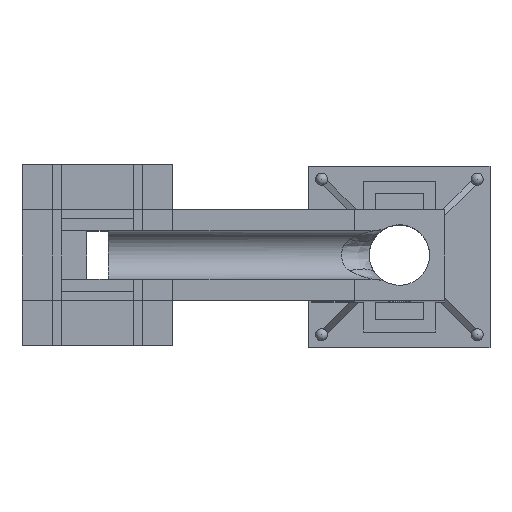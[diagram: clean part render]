
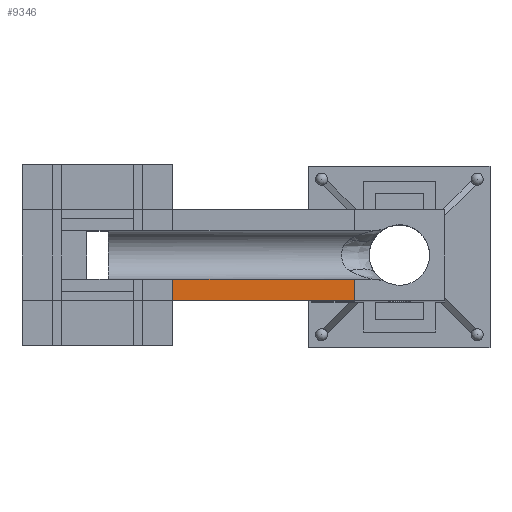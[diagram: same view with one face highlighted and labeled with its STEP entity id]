
A CAD part, top view. The second image highlights one B-rep face of the part: STEP entity #9346.
In plain terms, the highlighted planar face has unit normal (0, 0, 1).
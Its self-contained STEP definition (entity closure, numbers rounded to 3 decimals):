
#8709 = VERTEX_POINT('',#8710);
#8710 = CARTESIAN_POINT('',(-1.5,-0.8,
    38.));
#8717 = PLANE('',#8718);
#8718 = AXIS2_PLACEMENT_3D('',#8719,#8720,#8721);
#8719 = CARTESIAN_POINT('',(0.,0.,38.));
#8720 = DIRECTION('',(0.,0.,1.));
#8721 = DIRECTION('',(1.,0.,0.));
#8729 = PLANE('',#8730);
#8730 = AXIS2_PLACEMENT_3D('',#8731,#8732,#8733);
#8731 = CARTESIAN_POINT('',(0.,-0.8,
    38.));
#8732 = DIRECTION('',(0.,-1.,0.));
#8733 = DIRECTION('',(0.,0.,-1.));
#8741 = EDGE_CURVE('',#8709,#8742,#8744,.T.);
#8742 = VERTEX_POINT('',#8743);
#8743 = CARTESIAN_POINT('',(-1.5,-1.5,
    38.));
#8744 = SURFACE_CURVE('',#8745,(#8749,#8756),.PCURVE_S1.);
#8745 = LINE('',#8746,#8747);
#8746 = CARTESIAN_POINT('',(-1.5,1.5,
    38.));
#8747 = VECTOR('',#8748,1.);
#8748 = DIRECTION('',(0.,-1.,0.));
#8749 = PCURVE('',#8717,#8750);
#8750 = DEFINITIONAL_REPRESENTATION('',(#8751),#8755);
#8751 = LINE('',#8752,#8753);
#8752 = CARTESIAN_POINT('',(-1.5,1.5));
#8753 = VECTOR('',#8754,1.);
#8754 = DIRECTION('',(0.,-1.));
#8755 = ( GEOMETRIC_REPRESENTATION_CONTEXT(2) 
PARAMETRIC_REPRESENTATION_CONTEXT() REPRESENTATION_CONTEXT('2D SPACE',''
  ) );
#8756 = PCURVE('',#8757,#8762);
#8757 = PLANE('',#8758);
#8758 = AXIS2_PLACEMENT_3D('',#8759,#8760,#8761);
#8759 = CARTESIAN_POINT('',(1.5,1.5,
    38.));
#8760 = DIRECTION('',(-0.,0.,-1.));
#8761 = DIRECTION('',(-1.,0.,0.));
#8762 = DEFINITIONAL_REPRESENTATION('',(#8763),#8767);
#8763 = LINE('',#8764,#8765);
#8764 = CARTESIAN_POINT('',(3.,0.));
#8765 = VECTOR('',#8766,1.);
#8766 = DIRECTION('',(0.,-1.));
#8767 = ( GEOMETRIC_REPRESENTATION_CONTEXT(2) 
PARAMETRIC_REPRESENTATION_CONTEXT() REPRESENTATION_CONTEXT('2D SPACE',''
  ) );
#9054 = EDGE_CURVE('',#8709,#9055,#9057,.T.);
#9055 = VERTEX_POINT('',#9056);
#9056 = CARTESIAN_POINT('',(-7.5,-0.8,
    38.));
#9057 = SURFACE_CURVE('',#9058,(#9062,#9069),.PCURVE_S1.);
#9058 = LINE('',#9059,#9060);
#9059 = CARTESIAN_POINT('',(0.,-0.8,
    38.));
#9060 = VECTOR('',#9061,1.);
#9061 = DIRECTION('',(-1.,-0.,-0.));
#9062 = PCURVE('',#8729,#9063);
#9063 = DEFINITIONAL_REPRESENTATION('',(#9064),#9068);
#9064 = LINE('',#9065,#9066);
#9065 = CARTESIAN_POINT('',(0.,0.));
#9066 = VECTOR('',#9067,1.);
#9067 = DIRECTION('',(0.,-1.));
#9068 = ( GEOMETRIC_REPRESENTATION_CONTEXT(2) 
PARAMETRIC_REPRESENTATION_CONTEXT() REPRESENTATION_CONTEXT('2D SPACE',''
  ) );
#9069 = PCURVE('',#8757,#9070);
#9070 = DEFINITIONAL_REPRESENTATION('',(#9071),#9075);
#9071 = LINE('',#9072,#9073);
#9072 = CARTESIAN_POINT('',(1.5,-2.3));
#9073 = VECTOR('',#9074,1.);
#9074 = DIRECTION('',(1.,0.));
#9075 = ( GEOMETRIC_REPRESENTATION_CONTEXT(2) 
PARAMETRIC_REPRESENTATION_CONTEXT() REPRESENTATION_CONTEXT('2D SPACE',''
  ) );
#9093 = PLANE('',#9094);
#9094 = AXIS2_PLACEMENT_3D('',#9095,#9096,#9097);
#9095 = CARTESIAN_POINT('',(1.5,1.5,
    38.));
#9096 = DIRECTION('',(-0.,0.,-1.));
#9097 = DIRECTION('',(-1.,0.,0.));
#9346 = ADVANCED_FACE('',(#9347),#8757,.F.);
#9347 = FACE_BOUND('',#9348,.F.);
#9348 = EDGE_LOOP('',(#9349,#9350,#9351,#9379));
#9349 = ORIENTED_EDGE('',*,*,#9054,.F.);
#9350 = ORIENTED_EDGE('',*,*,#8741,.T.);
#9351 = ORIENTED_EDGE('',*,*,#9352,.T.);
#9352 = EDGE_CURVE('',#8742,#9353,#9355,.T.);
#9353 = VERTEX_POINT('',#9354);
#9354 = CARTESIAN_POINT('',(-7.5,-1.5,
    38.));
#9355 = SURFACE_CURVE('',#9356,(#9360,#9367),.PCURVE_S1.);
#9356 = LINE('',#9357,#9358);
#9357 = CARTESIAN_POINT('',(1.5,-1.5,
    38.));
#9358 = VECTOR('',#9359,1.);
#9359 = DIRECTION('',(-1.,0.,0.));
#9360 = PCURVE('',#8757,#9361);
#9361 = DEFINITIONAL_REPRESENTATION('',(#9362),#9366);
#9362 = LINE('',#9363,#9364);
#9363 = CARTESIAN_POINT('',(0.,-3.));
#9364 = VECTOR('',#9365,1.);
#9365 = DIRECTION('',(1.,0.));
#9366 = ( GEOMETRIC_REPRESENTATION_CONTEXT(2) 
PARAMETRIC_REPRESENTATION_CONTEXT() REPRESENTATION_CONTEXT('2D SPACE',''
  ) );
#9367 = PCURVE('',#9368,#9373);
#9368 = PLANE('',#9369);
#9369 = AXIS2_PLACEMENT_3D('',#9370,#9371,#9372);
#9370 = CARTESIAN_POINT('',(-5.291,-1.5,
    36.545));
#9371 = DIRECTION('',(0.,1.,0.));
#9372 = DIRECTION('',(0.,0.,1.));
#9373 = DEFINITIONAL_REPRESENTATION('',(#9374),#9378);
#9374 = LINE('',#9375,#9376);
#9375 = CARTESIAN_POINT('',(1.455,6.791));
#9376 = VECTOR('',#9377,1.);
#9377 = DIRECTION('',(0.,-1.));
#9378 = ( GEOMETRIC_REPRESENTATION_CONTEXT(2) 
PARAMETRIC_REPRESENTATION_CONTEXT() REPRESENTATION_CONTEXT('2D SPACE',''
  ) );
#9379 = ORIENTED_EDGE('',*,*,#9380,.T.);
#9380 = EDGE_CURVE('',#9353,#9055,#9381,.T.);
#9381 = SURFACE_CURVE('',#9382,(#9386,#9393),.PCURVE_S1.);
#9382 = LINE('',#9383,#9384);
#9383 = CARTESIAN_POINT('',(-7.5,-3.,
    38.));
#9384 = VECTOR('',#9385,1.);
#9385 = DIRECTION('',(0.,1.,0.));
#9386 = PCURVE('',#8757,#9387);
#9387 = DEFINITIONAL_REPRESENTATION('',(#9388),#9392);
#9388 = LINE('',#9389,#9390);
#9389 = CARTESIAN_POINT('',(9.,-4.5));
#9390 = VECTOR('',#9391,1.);
#9391 = DIRECTION('',(0.,1.));
#9392 = ( GEOMETRIC_REPRESENTATION_CONTEXT(2) 
PARAMETRIC_REPRESENTATION_CONTEXT() REPRESENTATION_CONTEXT('2D SPACE',''
  ) );
#9393 = PCURVE('',#9093,#9394);
#9394 = DEFINITIONAL_REPRESENTATION('',(#9395),#9399);
#9395 = LINE('',#9396,#9397);
#9396 = CARTESIAN_POINT('',(9.,-4.5));
#9397 = VECTOR('',#9398,1.);
#9398 = DIRECTION('',(0.,1.));
#9399 = ( GEOMETRIC_REPRESENTATION_CONTEXT(2) 
PARAMETRIC_REPRESENTATION_CONTEXT() REPRESENTATION_CONTEXT('2D SPACE',''
  ) );
